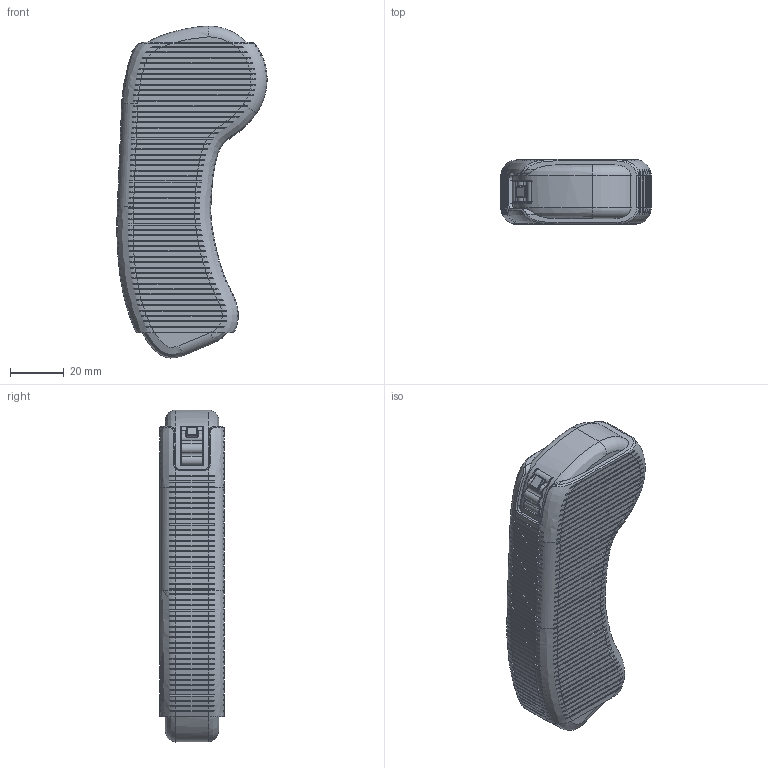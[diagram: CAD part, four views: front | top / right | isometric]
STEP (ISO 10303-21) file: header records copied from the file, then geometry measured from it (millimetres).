
FILE_DESCRIPTION(/* description */ (''),/* implementation_level */ '2;1');
FILE_NAME(/* name */ 'FS VX1 v7.step',/* time_stamp */ '2021-07-16T19:44:21-04:00',/* author */ (''),/* organization */ (''),/* preprocessor_version */ 'ST-DEVELOPER v18.1',/* originating_system */ 'Autodesk Translation Framework v10.9.0.1377',/* authorisation */ '');
FILE_SCHEMA (('AUTOMOTIVE_DESIGN { 1 0 10303 214 3 1 1 }'));
Length unit declared in the file: millimetre
Products named in the file (1): FS VX1
Bounding box: 55.86 x 24 x 123.46 mm (x, y, z)
Volume: 109231.6 mm3; surface area: 41104.9 mm2
Topology: 3 solids, 3 shells, 1036 faces, 2969 edges, 1957 vertices
Faces by surface type: plane 718, bspline 148, cylinder 99, torus 64, sphere 4, cone 3
Full cylindrical faces by diameter (mm): 1.485 x1, 3.006 x6
Entity records: 50146 total; most frequent: CARTESIAN_POINT 25892, ORIENTED_EDGE 5938, DIRECTION 3800, EDGE_CURVE 2969, VERTEX_POINT 1957, B_SPLINE_CURVE_WITH_KNOTS 1460, AXIS2_PLACEMENT_3D 1410, EDGE_LOOP 1060
